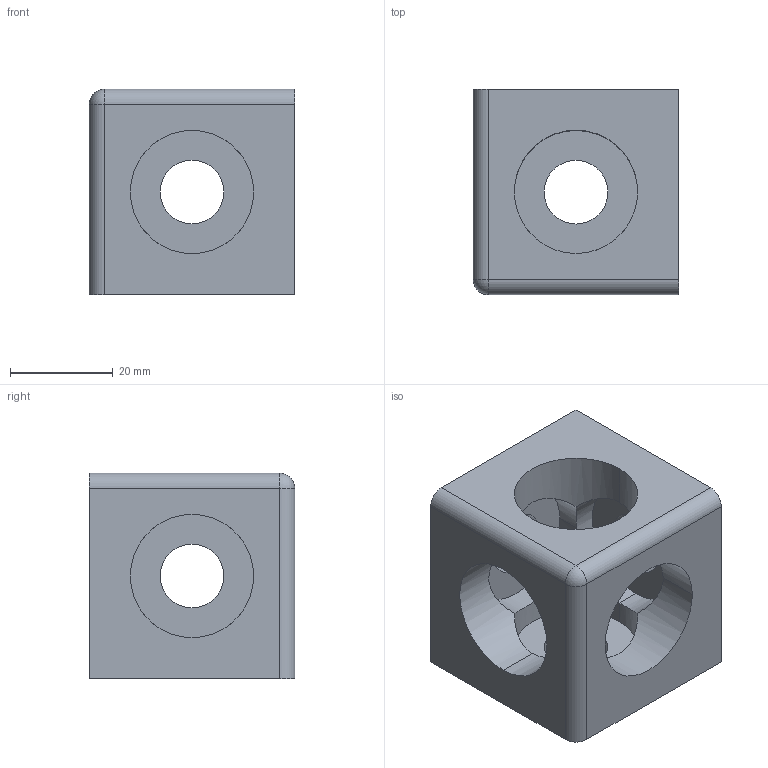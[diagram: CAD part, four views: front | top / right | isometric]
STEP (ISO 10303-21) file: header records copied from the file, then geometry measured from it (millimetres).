
FILE_DESCRIPTION (( 'STEP AP203' ), '1' );
FILE_NAME ('3_842_529_011_Bosch.step', '2024-06-10T07:37:32', ( '' ), ( '' ), 'SwSTEP 2.0', 'SolidWorks 2014', '' );
FILE_SCHEMA (( 'CONFIG_CONTROL_DESIGN' ));
Length unit declared in the file: millimetre
Products named in the file (1): 3_842_529_011_Bosch
Bounding box: 40 x 40 x 40 mm (x, y, z)
Volume: 32518.2 mm3; surface area: 12491.5 mm2
Topology: 1 solids, 1 shells, 31 faces, 84 edges, 53 vertices
Faces by surface type: cylinder 21, plane 9, sphere 1
Entity records: 1068 total; most frequent: CARTESIAN_POINT 228, ORIENTED_EDGE 166, DIRECTION 157, EDGE_CURVE 83, AXIS2_PLACEMENT_3D 62, VERTEX_POINT 53, EDGE_LOOP 40, LINE 33
